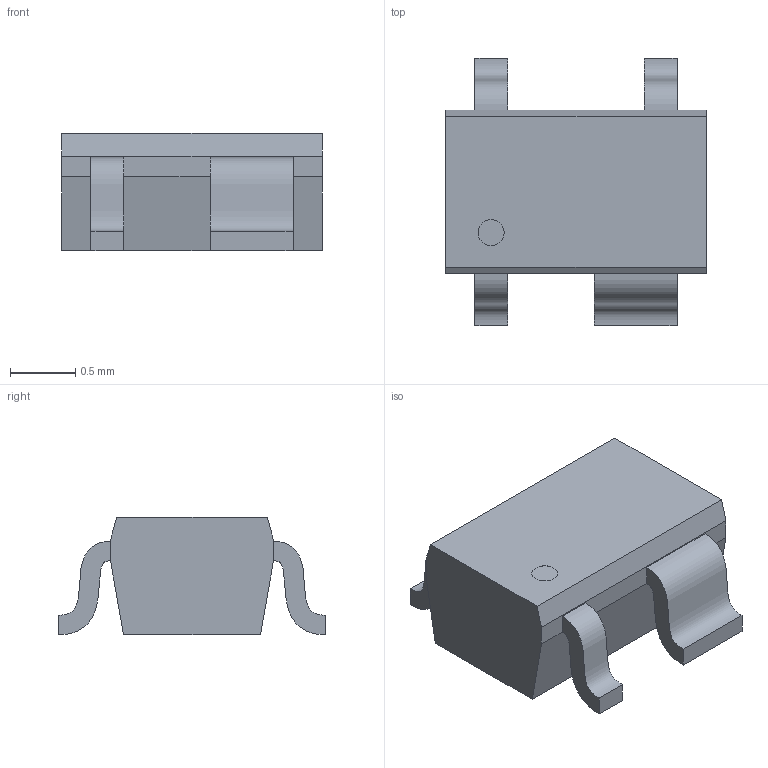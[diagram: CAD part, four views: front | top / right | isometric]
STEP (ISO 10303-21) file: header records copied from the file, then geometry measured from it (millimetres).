
FILE_DESCRIPTION (( 'STEP AP214' ), '1' );
FILE_NAME ('SOT343.STEP', '2023-06-14T15:57:37', ( 'user' ), ( '' ), 'SwSTEP 2.0', 'SolidWorks 2012', '' );
FILE_SCHEMA (( 'AUTOMOTIVE_DESIGN' ));
Length unit declared in the file: millimetre
Products named in the file (1): SOT343
Bounding box: 2 x 2.05 x 0.9 mm (x, y, z)
Volume: 2.3 mm3; surface area: 13.4 mm2
Topology: 1 solids, 1 shells, 33 faces, 82 edges, 52 vertices
Faces by surface type: plane 23, bspline 8, cylinder 2
Entity records: 1945 total; most frequent: CARTESIAN_POINT 816, ORIENTED_EDGE 164, DIRECTION 122, EDGE_CURVE 82, VECTOR 62, LINE 62, VERTEX_POINT 52, UNCERTAINTY_MEASURE_WITH_UNIT 36
